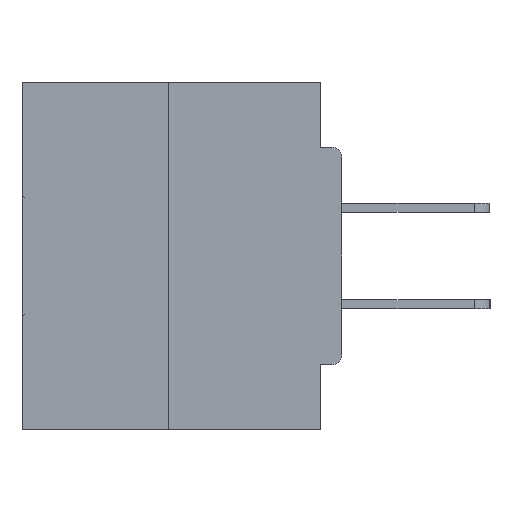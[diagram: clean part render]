
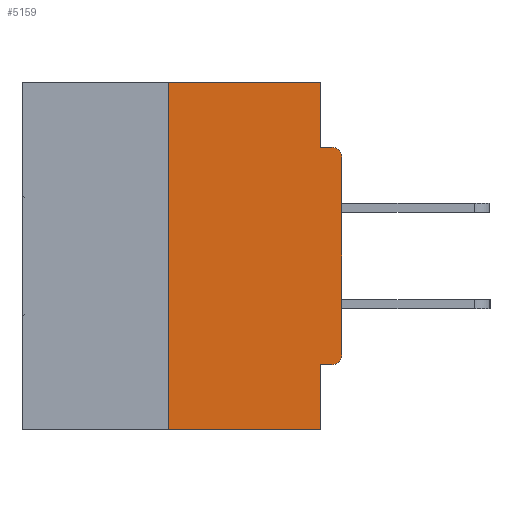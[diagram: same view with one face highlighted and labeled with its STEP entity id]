
A CAD part, left-side view. The second image highlights one B-rep face of the part: STEP entity #5159.
In plain terms, the highlighted planar face has unit normal (-1, 0, 0).
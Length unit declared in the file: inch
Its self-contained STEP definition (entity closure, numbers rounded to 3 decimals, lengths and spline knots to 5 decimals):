
#206 = EDGE_CURVE ( 'NONE', #30898, #32480, #7035, .T. ) ;
#407 = DIRECTION ( 'NONE',  ( 0., 0., -1. ) ) ;
#422 = VECTOR ( 'NONE', #7316, 39.37008 ) ;
#597 = VERTEX_POINT ( 'NONE', #1855 ) ;
#1322 = ORIENTED_EDGE ( 'NONE', *, *, #34350, .F. ) ;
#1397 = ORIENTED_EDGE ( 'NONE', *, *, #37973, .T. ) ;
#1855 = CARTESIAN_POINT ( 'NONE',  ( 0., 0.015, -0.0935 ) ) ;
#3681 = CARTESIAN_POINT ( 'NONE',  ( 0., 0.031, 0. ) ) ;
#3856 = CARTESIAN_POINT ( 'NONE',  ( 0., 0.25, 0. ) ) ;
#4017 = CARTESIAN_POINT ( 'NONE',  ( 0., 0.015, -0.4065 ) ) ;
#4057 = VECTOR ( 'NONE', #14361, 39.37008 ) ;
#4095 = LINE ( 'NONE', #3681, #6732 ) ;
#4461 = CARTESIAN_POINT ( 'NONE',  ( 0., 0.015, -0.3915 ) ) ;
#4591 = AXIS2_PLACEMENT_3D ( 'NONE', #12139, #37245, #21469 ) ;
#5159 = ADVANCED_FACE ( 'NONE', ( #18336 ), #31005, .F. ) ;
#5508 = LINE ( 'NONE', #18121, #12606 ) ;
#6732 = VECTOR ( 'NONE', #38708, 39.37008 ) ;
#6972 = LINE ( 'NONE', #3856, #9606 ) ;
#7035 = CIRCLE ( 'NONE', #38815, 0.015 ) ;
#7316 = DIRECTION ( 'NONE',  ( 0., 0., 1. ) ) ;
#9606 = VECTOR ( 'NONE', #10473, 39.37008 ) ;
#10382 = CARTESIAN_POINT ( 'NONE',  ( 0., 0., -0.3915 ) ) ;
#10387 = VECTOR ( 'NONE', #18598, 39.37008 ) ;
#10473 = DIRECTION ( 'NONE',  ( 0., 0., 1. ) ) ;
#10712 = VERTEX_POINT ( 'NONE', #38168 ) ;
#10809 = LINE ( 'NONE', #29669, #422 ) ;
#11475 = LINE ( 'NONE', #23708, #4057 ) ;
#12139 = CARTESIAN_POINT ( 'NONE',  ( 0., 0.46, 0. ) ) ;
#12187 = ORIENTED_EDGE ( 'NONE', *, *, #34112, .T. ) ;
#12606 = VECTOR ( 'NONE', #30766, 39.37008 ) ;
#13890 = ORIENTED_EDGE ( 'NONE', *, *, #39431, .F. ) ;
#14361 = DIRECTION ( 'NONE',  ( 0., -1., 0. ) ) ;
#14888 = ORIENTED_EDGE ( 'NONE', *, *, #34787, .F. ) ;
#15284 = CARTESIAN_POINT ( 'NONE',  ( 0., 0., -0.4065 ) ) ;
#15625 = CARTESIAN_POINT ( 'NONE',  ( 0., 0., -0.0935 ) ) ;
#16446 = AXIS2_PLACEMENT_3D ( 'NONE', #20631, #29356, #23337 ) ;
#16896 = DIRECTION ( 'NONE',  ( -1., 0., 0. ) ) ;
#17106 = EDGE_CURVE ( 'NONE', #35632, #597, #24401, .T. ) ;
#18121 = CARTESIAN_POINT ( 'NONE',  ( 0., 0.46, 0. ) ) ;
#18336 = FACE_OUTER_BOUND ( 'NONE', #23136, .T. ) ;
#18598 = DIRECTION ( 'NONE',  ( 0., 1., 0. ) ) ;
#18907 = EDGE_CURVE ( 'NONE', #19257, #10712, #11475, .T. ) ;
#19006 = ORIENTED_EDGE ( 'NONE', *, *, #206, .T. ) ;
#19257 = VERTEX_POINT ( 'NONE', #36933 ) ;
#20155 = VERTEX_POINT ( 'NONE', #23976 ) ;
#20487 = VECTOR ( 'NONE', #34718, 39.37008 ) ;
#20631 = CARTESIAN_POINT ( 'NONE',  ( 0., 0.015, -0.1085 ) ) ;
#20895 = CARTESIAN_POINT ( 'NONE',  ( 0., 0.031, 0. ) ) ;
#21469 = DIRECTION ( 'NONE',  ( 0., 0., -1. ) ) ;
#21544 = ORIENTED_EDGE ( 'NONE', *, *, #32172, .F. ) ;
#21797 = ORIENTED_EDGE ( 'NONE', *, *, #26966, .F. ) ;
#23136 = EDGE_LOOP ( 'NONE', ( #13890, #21544, #26431, #1322, #14888, #19006, #12187, #1397, #36225, #21797 ) ) ;
#23337 = DIRECTION ( 'NONE',  ( 0., 0., -1. ) ) ;
#23708 = CARTESIAN_POINT ( 'NONE',  ( 0., 0.46, -0.5 ) ) ;
#23976 = CARTESIAN_POINT ( 'NONE',  ( 0., 0.25, 0. ) ) ;
#24128 = VERTEX_POINT ( 'NONE', #28191 ) ;
#24401 = LINE ( 'NONE', #15625, #20487 ) ;
#24830 = LINE ( 'NONE', #15284, #10387 ) ;
#24923 = VECTOR ( 'NONE', #407, 39.37008 ) ;
#26431 = ORIENTED_EDGE ( 'NONE', *, *, #18907, .T. ) ;
#26966 = EDGE_CURVE ( 'NONE', #35952, #35632, #4095, .T. ) ;
#28191 = CARTESIAN_POINT ( 'NONE',  ( 0., 0., -0.1085 ) ) ;
#28797 = VERTEX_POINT ( 'NONE', #38769 ) ;
#28812 = CARTESIAN_POINT ( 'NONE',  ( 0., 0.031, -0.5 ) ) ;
#29356 = DIRECTION ( 'NONE',  ( -1., 0., 0. ) ) ;
#29669 = CARTESIAN_POINT ( 'NONE',  ( 0., 0., 0. ) ) ;
#30766 = DIRECTION ( 'NONE',  ( 0., -1., 0. ) ) ;
#30898 = VERTEX_POINT ( 'NONE', #4017 ) ;
#31005 = PLANE ( 'NONE',  #4591 ) ;
#31939 = LINE ( 'NONE', #28812, #24923 ) ;
#32172 = EDGE_CURVE ( 'NONE', #19257, #20155, #6972, .T. ) ;
#32480 = VERTEX_POINT ( 'NONE', #10382 ) ;
#34112 = EDGE_CURVE ( 'NONE', #32480, #24128, #10809, .T. ) ;
#34325 = CIRCLE ( 'NONE', #16446, 0.015 ) ;
#34350 = EDGE_CURVE ( 'NONE', #28797, #10712, #31939, .T. ) ;
#34718 = DIRECTION ( 'NONE',  ( 0., -1., 0. ) ) ;
#34787 = EDGE_CURVE ( 'NONE', #30898, #28797, #24830, .T. ) ;
#35632 = VERTEX_POINT ( 'NONE', #40516 ) ;
#35952 = VERTEX_POINT ( 'NONE', #20895 ) ;
#35989 = DIRECTION ( 'NONE',  ( 0., 0., -1. ) ) ;
#36225 = ORIENTED_EDGE ( 'NONE', *, *, #17106, .F. ) ;
#36933 = CARTESIAN_POINT ( 'NONE',  ( 0., 0.25, -0.5 ) ) ;
#37245 = DIRECTION ( 'NONE',  ( 1., 0., 0. ) ) ;
#37973 = EDGE_CURVE ( 'NONE', #24128, #597, #34325, .T. ) ;
#38168 = CARTESIAN_POINT ( 'NONE',  ( 0., 0.031, -0.5 ) ) ;
#38708 = DIRECTION ( 'NONE',  ( 0., 0., -1. ) ) ;
#38769 = CARTESIAN_POINT ( 'NONE',  ( 0., 0.031, -0.4065 ) ) ;
#38815 = AXIS2_PLACEMENT_3D ( 'NONE', #4461, #16896, #35989 ) ;
#39431 = EDGE_CURVE ( 'NONE', #20155, #35952, #5508, .T. ) ;
#40516 = CARTESIAN_POINT ( 'NONE',  ( 0., 0.031, -0.0935 ) ) ;
